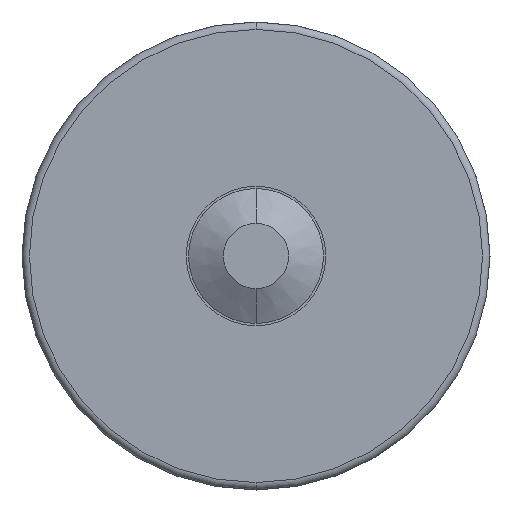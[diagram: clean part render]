
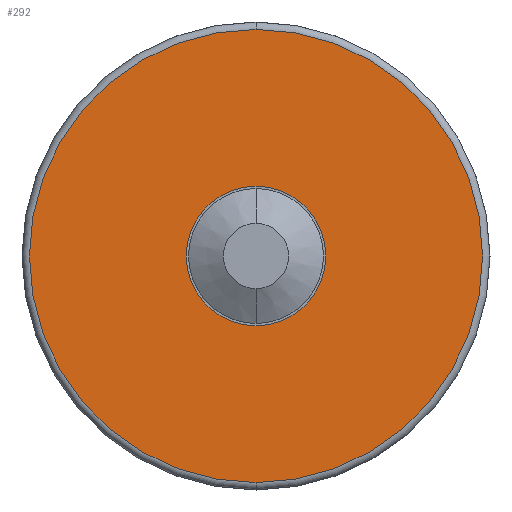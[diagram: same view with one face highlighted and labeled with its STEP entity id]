
A CAD part, front view. The second image highlights one B-rep face of the part: STEP entity #292.
In plain terms, the highlighted planar face has unit normal (0, -1, 0).
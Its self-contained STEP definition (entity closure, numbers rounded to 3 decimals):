
#5 = EDGE_CURVE ( 'NONE', #693, #487, #121, .T. ) ;
#15 = VERTEX_POINT ( 'NONE', #337 ) ;
#21 = FACE_OUTER_BOUND ( 'NONE', #54, .T. ) ;
#36 = CARTESIAN_POINT ( 'NONE',  ( 0., 20.07, 0. ) ) ;
#41 = DIRECTION ( 'NONE',  ( 0., 0., -1. ) ) ;
#46 = CARTESIAN_POINT ( 'NONE',  ( 0., 20.07, 7.637 ) ) ;
#47 = AXIS2_PLACEMENT_3D ( 'NONE', #225, #599, #283 ) ;
#49 = EDGE_CURVE ( 'NONE', #487, #693, #358, .T. ) ;
#54 = EDGE_LOOP ( 'NONE', ( #129, #431 ) ) ;
#92 = DIRECTION ( 'NONE',  ( 0., 0., -1. ) ) ;
#100 = CARTESIAN_POINT ( 'NONE',  ( 0., 20.07, 2.35 ) ) ;
#114 = FACE_BOUND ( 'NONE', #573, .T. ) ;
#121 = CIRCLE ( 'NONE', #47, 7.637 ) ;
#122 = AXIS2_PLACEMENT_3D ( 'NONE', #348, #555, #402 ) ;
#129 = ORIENTED_EDGE ( 'NONE', *, *, #49, .T. ) ;
#142 = EDGE_CURVE ( 'NONE', #313, #15, #575, .T. ) ;
#193 = AXIS2_PLACEMENT_3D ( 'NONE', #265, #689, #271 ) ;
#225 = CARTESIAN_POINT ( 'NONE',  ( 0., 20.07, 0. ) ) ;
#249 = EDGE_CURVE ( 'NONE', #15, #313, #665, .T. ) ;
#265 = CARTESIAN_POINT ( 'NONE',  ( 2.35, 20.07, 0. ) ) ;
#271 = DIRECTION ( 'NONE',  ( 0., 0., -1. ) ) ;
#283 = DIRECTION ( 'NONE',  ( 0., 0., -1. ) ) ;
#292 = ADVANCED_FACE ( 'NONE', ( #21, #114 ), #324, .T. ) ;
#305 = AXIS2_PLACEMENT_3D ( 'NONE', #36, #405, #92 ) ;
#313 = VERTEX_POINT ( 'NONE', #100 ) ;
#324 = PLANE ( 'NONE',  #193 ) ;
#337 = CARTESIAN_POINT ( 'NONE',  ( 0., 20.07, -2.35 ) ) ;
#348 = CARTESIAN_POINT ( 'NONE',  ( 0., 20.07, 0. ) ) ;
#358 = CIRCLE ( 'NONE', #122, 7.637 ) ;
#402 = DIRECTION ( 'NONE',  ( 0., 0., -1. ) ) ;
#405 = DIRECTION ( 'NONE',  ( 0., -1., 0. ) ) ;
#431 = ORIENTED_EDGE ( 'NONE', *, *, #5, .T. ) ;
#454 = CARTESIAN_POINT ( 'NONE',  ( 0., 20.07, 0. ) ) ;
#487 = VERTEX_POINT ( 'NONE', #594 ) ;
#496 = AXIS2_PLACEMENT_3D ( 'NONE', #454, #563, #41 ) ;
#497 = ORIENTED_EDGE ( 'NONE', *, *, #142, .F. ) ;
#555 = DIRECTION ( 'NONE',  ( 0., -1., 0. ) ) ;
#563 = DIRECTION ( 'NONE',  ( 0., -1., 0. ) ) ;
#573 = EDGE_LOOP ( 'NONE', ( #613, #497 ) ) ;
#575 = CIRCLE ( 'NONE', #496, 2.35 ) ;
#594 = CARTESIAN_POINT ( 'NONE',  ( 0., 20.07, -7.637 ) ) ;
#599 = DIRECTION ( 'NONE',  ( 0., -1., 0. ) ) ;
#613 = ORIENTED_EDGE ( 'NONE', *, *, #249, .F. ) ;
#665 = CIRCLE ( 'NONE', #305, 2.35 ) ;
#689 = DIRECTION ( 'NONE',  ( 0., -1., 0. ) ) ;
#693 = VERTEX_POINT ( 'NONE', #46 ) ;
